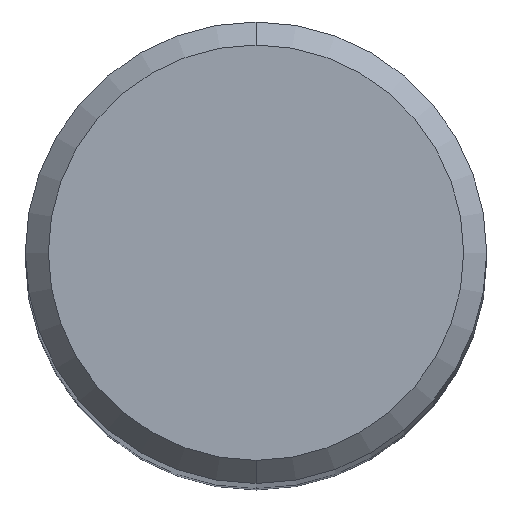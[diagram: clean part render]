
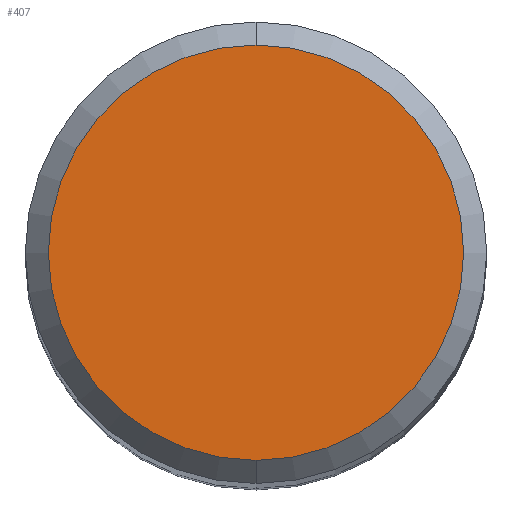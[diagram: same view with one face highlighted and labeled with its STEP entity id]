
A CAD part, top view. The second image highlights one B-rep face of the part: STEP entity #407.
In plain terms, the highlighted planar face has unit normal (0, 0, 1).
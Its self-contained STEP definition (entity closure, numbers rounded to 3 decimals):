
#183=VERTEX_POINT('',#460);
#265=VERTEX_POINT('',#550);
#297=EDGE_CURVE('',#265,#183,#584,.T.);
#375=EDGE_CURVE('',#183,#265,#670,.T.);
#407=ADVANCED_FACE('',(#707),#708,.T.);
#460=CARTESIAN_POINT('',(0.,-7.2,0.0));
#550=CARTESIAN_POINT('',(0.0,7.2,0.0));
#584=CIRCLE('',#1080,7.2);
#670=CIRCLE('',#1292,7.2);
#707=FACE_OUTER_BOUND('',#1341,.T.);
#708=PLANE('',#1342);
#1080=AXIS2_PLACEMENT_3D('',#1528,#1529,#1530);
#1292=AXIS2_PLACEMENT_3D('',#1631,#1632,#1633);
#1341=EDGE_LOOP('',(#1682,#1683));
#1342=AXIS2_PLACEMENT_3D('',#1684,#1685,#1686);
#1528=CARTESIAN_POINT('',(0.0,0.0,0.0));
#1529=DIRECTION('',(0.0,0.0,-1.0));
#1530=DIRECTION('',(0.0,1.0,0.0));
#1631=CARTESIAN_POINT('',(0.0,0.0,0.0));
#1632=DIRECTION('',(0.0,0.0,-1.0));
#1633=DIRECTION('',(0.0,1.0,0.0));
#1682=ORIENTED_EDGE('',*,*,#297,.F.);
#1683=ORIENTED_EDGE('',*,*,#375,.F.);
#1684=CARTESIAN_POINT('',(0.0,3.6,0.0));
#1685=DIRECTION('',(-0.0,0.0,1.0));
#1686=DIRECTION('',(0.0,-1.0,0.0));
